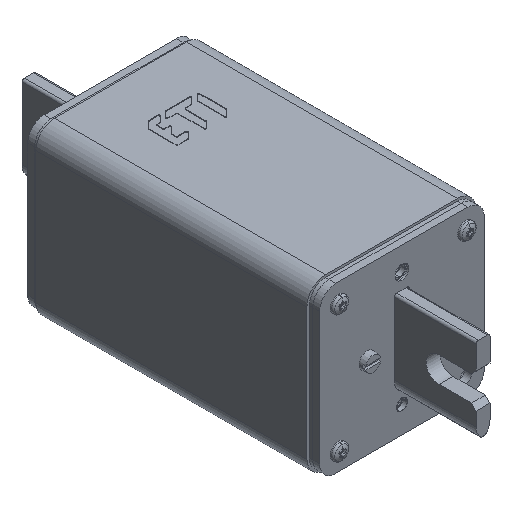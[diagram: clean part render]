
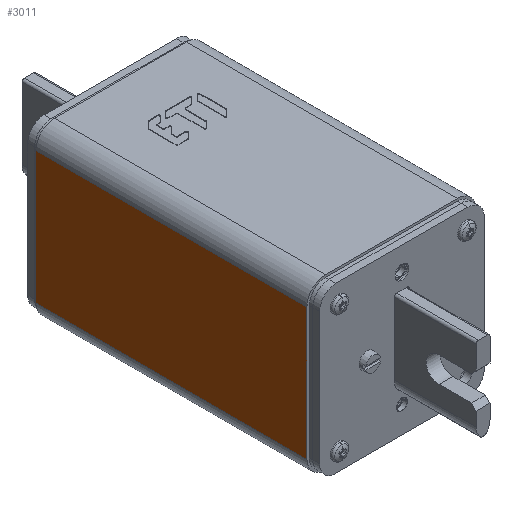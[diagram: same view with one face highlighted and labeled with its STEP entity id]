
A CAD part, isometric view. The second image highlights one B-rep face of the part: STEP entity #3011.
In plain terms, the highlighted face is planar.
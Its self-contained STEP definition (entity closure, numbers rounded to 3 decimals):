
#211=DIRECTION('',(0.,0.,1.));
#212=VECTOR('',#211,117.);
#213=CARTESIAN_POINT('',(36.5,28.5,-58.5));
#214=LINE('',#213,#212);
#225=DIRECTION('',(0.,-1.,0.));
#226=VECTOR('',#225,57.);
#227=CARTESIAN_POINT('',(36.5,28.5,-58.5));
#228=LINE('',#227,#226);
#239=DIRECTION('',(0.,0.,-1.));
#240=VECTOR('',#239,117.);
#241=CARTESIAN_POINT('',(36.5,-28.5,58.5));
#242=LINE('',#241,#240);
#598=DIRECTION('',(0.,-1.,0.));
#599=VECTOR('',#598,57.);
#600=CARTESIAN_POINT('',(36.5,28.5,58.5));
#601=LINE('',#600,#599);
#2515=CARTESIAN_POINT('',(36.5,28.5,-58.5));
#2517=VERTEX_POINT('',#2515);
#2529=CARTESIAN_POINT('',(36.5,-28.5,-58.5));
#2530=VERTEX_POINT('',#2529);
#2548=CARTESIAN_POINT('',(36.5,28.5,58.5));
#2550=VERTEX_POINT('',#2548);
#2551=CARTESIAN_POINT('',(36.5,-28.5,58.5));
#2552=VERTEX_POINT('',#2551);
#2998=CARTESIAN_POINT('',(36.5,-36.5,-58.5));
#2999=DIRECTION('',(1.,0.,0.));
#3000=DIRECTION('',(0.,1.,0.));
#3001=AXIS2_PLACEMENT_3D('',#2998,#2999,#3000);
#3002=PLANE('',#3001);
#3003=ORIENTED_EDGE('',*,*,#2989,.F.);
#3004=ORIENTED_EDGE('',*,*,#2954,.T.);
#3006=ORIENTED_EDGE('',*,*,#3005,.F.);
#3008=ORIENTED_EDGE('',*,*,#3007,.F.);
#3009=EDGE_LOOP('',(#3003,#3004,#3006,#3008));
#3010=FACE_OUTER_BOUND('',#3009,.F.);
#2954=EDGE_CURVE('',#2517,#2530,#228,.T.);
#2989=EDGE_CURVE('',#2517,#2550,#214,.T.);
#3005=EDGE_CURVE('',#2552,#2530,#242,.T.);
#3007=EDGE_CURVE('',#2550,#2552,#601,.T.);
#3011=ADVANCED_FACE('',(#3010),#3002,.T.);
